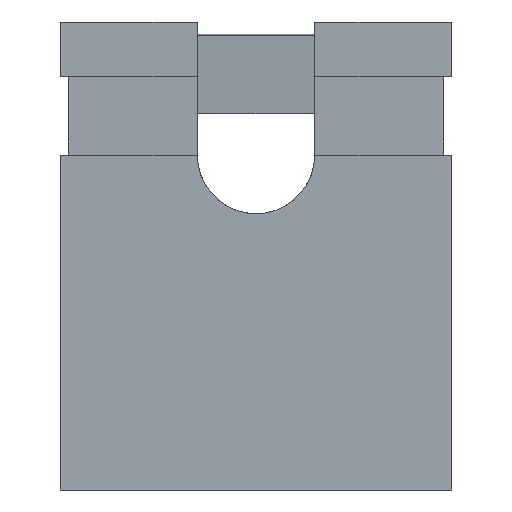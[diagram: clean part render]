
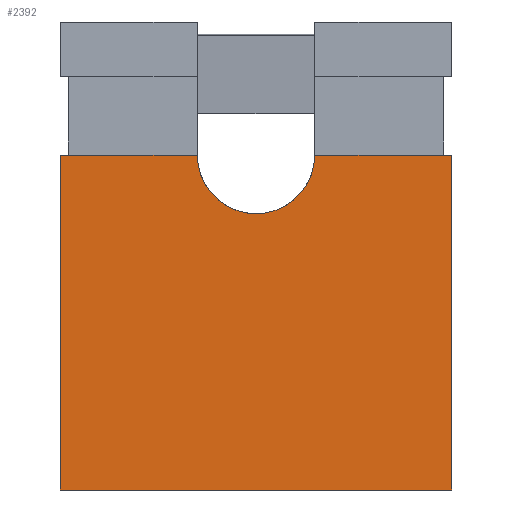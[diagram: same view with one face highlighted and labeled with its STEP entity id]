
A CAD part, front view. The second image highlights one B-rep face of the part: STEP entity #2392.
In plain terms, the highlighted planar face has unit normal (0, -1, 0).
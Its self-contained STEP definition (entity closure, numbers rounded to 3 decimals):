
#54=PLANE('',#2548);
#180=FACE_OUTER_BOUND('',#317,.T.);
#317=EDGE_LOOP('',(#1724,#1725,#1726,#1727,#1728,#1729));
#504=LINE('',#3581,#768);
#515=LINE('',#3602,#779);
#518=LINE('',#3609,#782);
#522=LINE('',#3616,#786);
#523=LINE('',#3617,#787);
#768=VECTOR('',#2842,10.);
#779=VECTOR('',#2863,10.);
#782=VECTOR('',#2868,10.);
#786=VECTOR('',#2874,10.);
#787=VECTOR('',#2875,10.);
#968=CIRCLE('',#2528,0.75);
#1021=VERTEX_POINT('',#3450);
#1022=VERTEX_POINT('',#3452);
#1073=VERTEX_POINT('',#3579);
#1078=VERTEX_POINT('',#3601);
#1080=VERTEX_POINT('',#3607);
#1081=VERTEX_POINT('',#3608);
#1249=EDGE_CURVE('',#1021,#1022,#968,.T.);
#1315=EDGE_CURVE('',#1073,#1021,#504,.T.);
#1326=EDGE_CURVE('',#1078,#1073,#515,.T.);
#1329=EDGE_CURVE('',#1080,#1081,#518,.T.);
#1333=EDGE_CURVE('',#1080,#1022,#522,.T.);
#1334=EDGE_CURVE('',#1078,#1081,#523,.T.);
#1724=ORIENTED_EDGE('',*,*,#1333,.T.);
#1725=ORIENTED_EDGE('',*,*,#1249,.F.);
#1726=ORIENTED_EDGE('',*,*,#1315,.F.);
#1727=ORIENTED_EDGE('',*,*,#1326,.F.);
#1728=ORIENTED_EDGE('',*,*,#1334,.T.);
#1729=ORIENTED_EDGE('',*,*,#1329,.F.);
#2392=ADVANCED_FACE('',(#180),#54,.T.);
#2528=AXIS2_PLACEMENT_3D('',#3453,#2751,#2752);
#2548=AXIS2_PLACEMENT_3D('',#3615,#2872,#2873);
#2751=DIRECTION('center_axis',(0.,-1.,0.));
#2752=DIRECTION('ref_axis',(1.,0.,0.));
#2842=DIRECTION('',(1.,0.,0.));
#2863=DIRECTION('',(0.,0.,1.));
#2868=DIRECTION('',(0.,0.,-1.));
#2872=DIRECTION('center_axis',(0.,-1.,0.));
#2873=DIRECTION('ref_axis',(0.,0.,1.));
#2874=DIRECTION('',(-1.,0.,0.));
#2875=DIRECTION('',(1.,0.,0.));
#3450=CARTESIAN_POINT('',(0.25,-1.22,7.3));
#3452=CARTESIAN_POINT('',(1.75,-1.22,7.3));
#3453=CARTESIAN_POINT('Origin',(1.,-1.22,7.3));
#3579=CARTESIAN_POINT('',(-1.5,-1.22,7.3));
#3581=CARTESIAN_POINT('',(-1.5,-1.22,7.3));
#3601=CARTESIAN_POINT('',(-1.5,-1.22,3.02));
#3602=CARTESIAN_POINT('',(-1.5,-1.22,3.02));
#3607=CARTESIAN_POINT('',(3.5,-1.22,7.3));
#3608=CARTESIAN_POINT('',(3.5,-1.22,3.02));
#3609=CARTESIAN_POINT('',(3.5,-1.22,7.3));
#3615=CARTESIAN_POINT('Origin',(-1.5,-1.22,7.3));
#3616=CARTESIAN_POINT('',(3.5,-1.22,7.3));
#3617=CARTESIAN_POINT('',(-1.5,-1.22,3.02));
